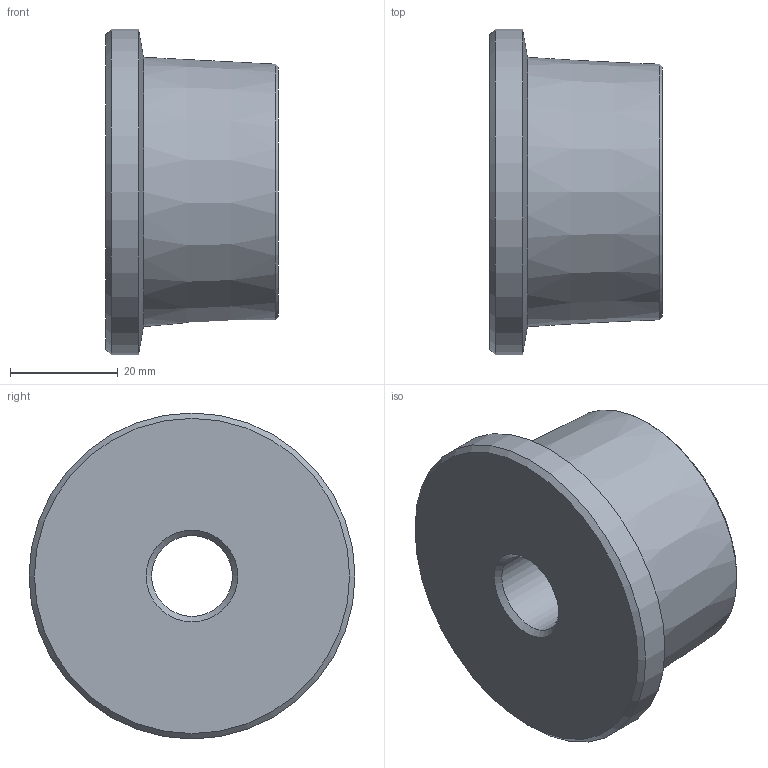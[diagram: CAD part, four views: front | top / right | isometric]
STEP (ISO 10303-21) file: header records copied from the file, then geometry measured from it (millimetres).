
FILE_DESCRIPTION (( 'STEP AP214' ), '1' );
FILE_NAME ('0023920_SPG-050-32-32-G15.step', '2018-01-11T13:06:45', ( '' ), ( '' ), 'SwSTEP 2.0', 'SolidWorks 2016', '' );
FILE_SCHEMA (( 'AUTOMOTIVE_DESIGN' ));
Length unit declared in the file: millimetre
Products named in the file (1): 0023920_SPG-050-32-32-G15
Bounding box: 32 x 60.5 x 60.5 mm (x, y, z)
Volume: 60430.3 mm3; surface area: 11493.9 mm2
Topology: 1 solids, 1 shells, 10 faces, 21 edges, 13 vertices
Faces by surface type: cone 6, cylinder 2, plane 2
Full cylindrical faces by diameter (mm): 15 x1, 60.5 x1
Entity records: 253 total; most frequent: DIRECTION 42, CARTESIAN_POINT 31, AXIS2_PLACEMENT_3D 21, ORIENTED_EDGE 20, EDGE_LOOP 20, FACE_OUTER_BOUND 12, EDGE_CURVE 10, ADVANCED_FACE 10
